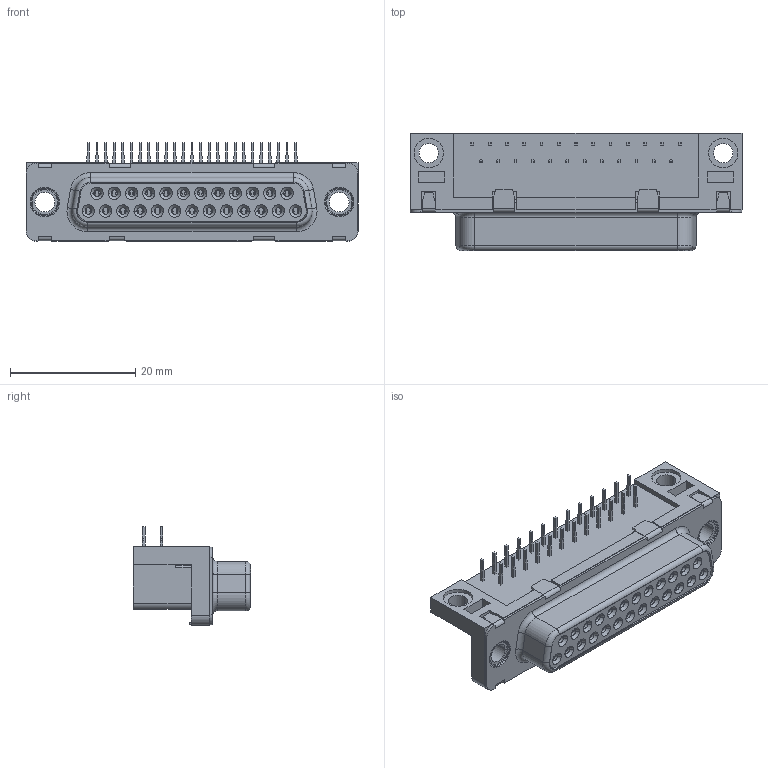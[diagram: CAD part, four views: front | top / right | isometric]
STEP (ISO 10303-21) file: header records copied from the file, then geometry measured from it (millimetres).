
FILE_DESCRIPTION((''),'2;1');
FILE_NAME('PD25S33E4PA00LF','2021-01-15T',('KRSree'),('AFCI'),'CREO PARAMETRIC BY PTC INC, 2016130','CREO PARAMETRIC BY PTC INC, 2016130','');
FILE_SCHEMA(('CONFIG_CONTROL_DESIGN'));
Length unit declared in the file: millimetre
Products named in the file (1): PD25S33E4PA00LF
Bounding box: 53.03 x 18.7 x 15.73 mm (x, y, z)
Volume: 7275.6 mm3; surface area: 5440.4 mm2
Topology: 1 solids, 1 shells, 1081 faces, 2870 edges, 1846 vertices
Faces by surface type: plane 671, bspline 198, cylinder 134, cone 54, torus 24
Entity records: 42359 total; most frequent: CARTESIAN_POINT 16846, ORIENTED_EDGE 5724, DIRECTION 4534, EDGE_CURVE 2862, VERTEX_POINT 1842, VECTOR 1836, LINE 1836, AXIS2_PLACEMENT_3D 1349
